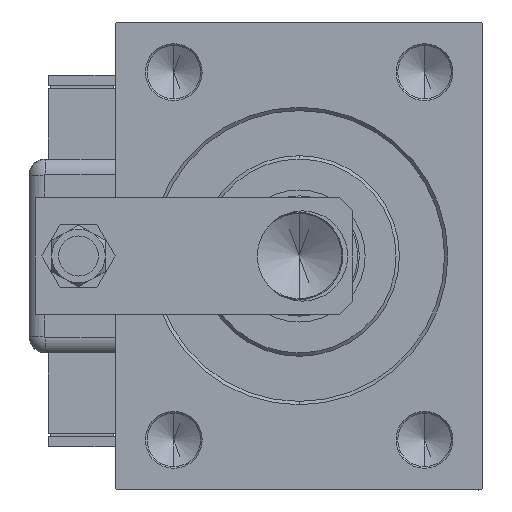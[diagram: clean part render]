
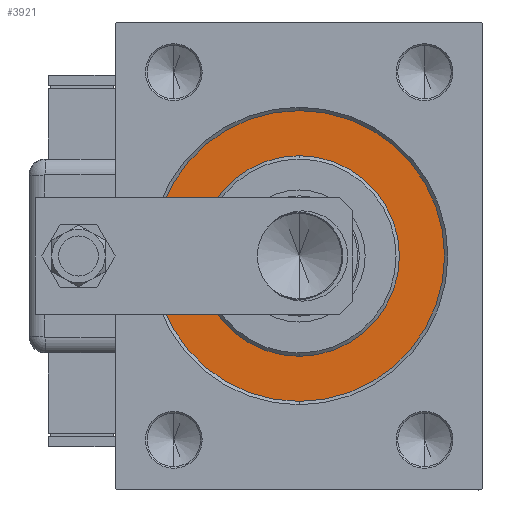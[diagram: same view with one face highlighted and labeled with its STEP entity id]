
A CAD part, left-side view. The second image highlights one B-rep face of the part: STEP entity #3921.
In plain terms, the highlighted face is planar.
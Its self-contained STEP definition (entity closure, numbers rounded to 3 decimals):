
#281 = EDGE_CURVE ( 'NONE', #9123, #46822, #28237, .T. ) ;
#417 = DIRECTION ( 'NONE',  ( 0., 0., 1. ) ) ;
#1460 = ORIENTED_EDGE ( 'NONE', *, *, #281, .F. ) ;
#2133 = CARTESIAN_POINT ( 'NONE',  ( 0., 0., 0. ) ) ;
#2571 = ORIENTED_EDGE ( 'NONE', *, *, #11058, .F. ) ;
#3921 = ADVANCED_FACE ( 'NONE', ( #44225, #40225 ), #58329, .F. ) ;
#9123 = VERTEX_POINT ( 'NONE', #26936 ) ;
#11058 = EDGE_CURVE ( 'NONE', #46822, #9123, #26707, .T. ) ;
#11473 = AXIS2_PLACEMENT_3D ( 'NONE', #33164, #23342, #42063 ) ;
#11649 = DIRECTION ( 'NONE',  ( -1., 0., 0. ) ) ;
#14845 = CARTESIAN_POINT ( 'NONE',  ( 0., 0., 0. ) ) ;
#15394 = CIRCLE ( 'NONE', #11473, 30. ) ;
#16248 = CARTESIAN_POINT ( 'NONE',  ( 0., 0., 0. ) ) ;
#17029 = EDGE_CURVE ( 'NONE', #54995, #27121, #15394, .T. ) ;
#18858 = DIRECTION ( 'NONE',  ( -1., 0., 0. ) ) ;
#19898 = CARTESIAN_POINT ( 'NONE',  ( 0., 0., -43.5 ) ) ;
#21994 = ORIENTED_EDGE ( 'NONE', *, *, #17029, .F. ) ;
#23342 = DIRECTION ( 'NONE',  ( 1., 0., 0. ) ) ;
#26707 = CIRCLE ( 'NONE', #40403, 43.5 ) ;
#26936 = CARTESIAN_POINT ( 'NONE',  ( 0., 0., 43.5 ) ) ;
#27121 = VERTEX_POINT ( 'NONE', #32993 ) ;
#28237 = CIRCLE ( 'NONE', #53728, 43.5 ) ;
#28667 = CIRCLE ( 'NONE', #40433, 30. ) ;
#32993 = CARTESIAN_POINT ( 'NONE',  ( 0., 0., 30. ) ) ;
#33164 = CARTESIAN_POINT ( 'NONE',  ( 0., 0., 0. ) ) ;
#35498 = CARTESIAN_POINT ( 'NONE',  ( 0., 0., 0. ) ) ;
#37200 = CARTESIAN_POINT ( 'NONE',  ( 0., 0., -30. ) ) ;
#39300 = EDGE_LOOP ( 'NONE', ( #50146, #21994 ) ) ;
#40225 = FACE_OUTER_BOUND ( 'NONE', #57834, .T. ) ;
#40403 = AXIS2_PLACEMENT_3D ( 'NONE', #14845, #18858, #417 ) ;
#40433 = AXIS2_PLACEMENT_3D ( 'NONE', #16248, #45120, #58011 ) ;
#41015 = DIRECTION ( 'NONE',  ( -1., 0., 0. ) ) ;
#42063 = DIRECTION ( 'NONE',  ( 0., 0., -1. ) ) ;
#44225 = FACE_BOUND ( 'NONE', #39300, .T. ) ;
#45120 = DIRECTION ( 'NONE',  ( 1., 0., 0. ) ) ;
#46584 = EDGE_CURVE ( 'NONE', #27121, #54995, #28667, .T. ) ;
#46822 = VERTEX_POINT ( 'NONE', #19898 ) ;
#46920 = AXIS2_PLACEMENT_3D ( 'NONE', #2133, #11649, #49139 ) ;
#49139 = DIRECTION ( 'NONE',  ( 0., 0., 1. ) ) ;
#50146 = ORIENTED_EDGE ( 'NONE', *, *, #46584, .F. ) ;
#53728 = AXIS2_PLACEMENT_3D ( 'NONE', #35498, #41015, #59726 ) ;
#54995 = VERTEX_POINT ( 'NONE', #37200 ) ;
#57834 = EDGE_LOOP ( 'NONE', ( #2571, #1460 ) ) ;
#58011 = DIRECTION ( 'NONE',  ( 0., 0., -1. ) ) ;
#58329 = PLANE ( 'NONE',  #46920 ) ;
#59726 = DIRECTION ( 'NONE',  ( 0., 0., 1. ) ) ;
